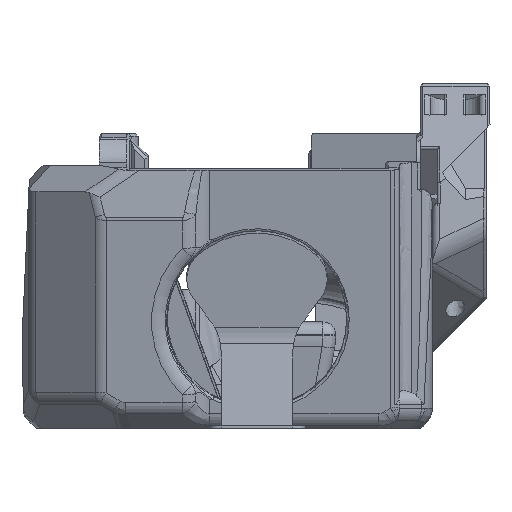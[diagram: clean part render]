
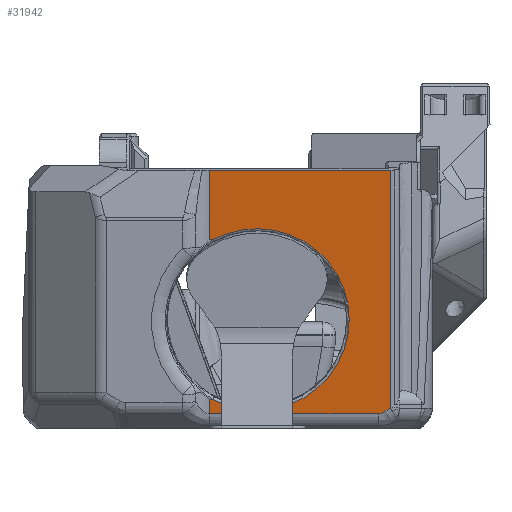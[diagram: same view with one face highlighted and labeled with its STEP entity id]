
A CAD part, left-side view. The second image highlights one B-rep face of the part: STEP entity #31942.
In plain terms, the highlighted planar face has unit normal (-0.985, 0, -0.174).
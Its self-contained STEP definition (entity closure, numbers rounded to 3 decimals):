
#896=ELLIPSE('',#34360,3.203,2.);
#1384=B_SPLINE_CURVE_WITH_KNOTS('',3,(#50313,#50314,#50315,#50316),
 .UNSPECIFIED.,.F.,.F.,(4,4),(0.,0.382),.UNSPECIFIED.);
#1397=B_SPLINE_CURVE_WITH_KNOTS('',3,(#50589,#50590,#50591,#50592),
 .UNSPECIFIED.,.F.,.F.,(4,4),(0.618,1.),.UNSPECIFIED.);
#2676=LINE('',#48625,#5558);
#2694=LINE('',#48686,#5576);
#3011=LINE('',#50594,#5893);
#3012=LINE('',#50596,#5894);
#3013=LINE('',#50600,#5895);
#3014=LINE('',#50602,#5896);
#5558=VECTOR('',#38093,1000.);
#5576=VECTOR('',#38131,1000.);
#5893=VECTOR('',#38926,1000.);
#5894=VECTOR('',#38927,1000.);
#5895=VECTOR('',#38930,1000.);
#5896=VECTOR('',#38931,1000.);
#10486=ORIENTED_EDGE('',*,*,#19166,.F.);
#10487=ORIENTED_EDGE('',*,*,#18173,.T.);
#10488=ORIENTED_EDGE('',*,*,#19284,.T.);
#10489=ORIENTED_EDGE('',*,*,#19285,.F.);
#10490=ORIENTED_EDGE('',*,*,#19286,.T.);
#10491=ORIENTED_EDGE('',*,*,#19287,.T.);
#10492=ORIENTED_EDGE('',*,*,#19288,.F.);
#10493=ORIENTED_EDGE('',*,*,#19289,.T.);
#10494=ORIENTED_EDGE('',*,*,#18761,.F.);
#10495=ORIENTED_EDGE('',*,*,#18786,.F.);
#18173=EDGE_CURVE('',#22971,#22970,#25763,.T.);
#18761=EDGE_CURVE('',#23364,#23365,#2676,.T.);
#18786=EDGE_CURVE('',#23382,#23364,#2694,.T.);
#19166=EDGE_CURVE('',#22971,#23382,#1384,.F.);
#19284=EDGE_CURVE('',#22970,#23732,#1397,.T.);
#19285=EDGE_CURVE('',#23733,#23732,#3011,.T.);
#19286=EDGE_CURVE('',#23733,#23734,#3012,.T.);
#19287=EDGE_CURVE('',#23734,#23735,#896,.T.);
#19288=EDGE_CURVE('',#23736,#23735,#3013,.T.);
#19289=EDGE_CURVE('',#23736,#23365,#3014,.T.);
#22970=VERTEX_POINT('',#46127);
#22971=VERTEX_POINT('',#46129);
#23364=VERTEX_POINT('',#48624);
#23365=VERTEX_POINT('',#48626);
#23382=VERTEX_POINT('',#48685);
#23732=VERTEX_POINT('',#50593);
#23733=VERTEX_POINT('',#50595);
#23734=VERTEX_POINT('',#50597);
#23735=VERTEX_POINT('',#50599);
#23736=VERTEX_POINT('',#50601);
#25763=CIRCLE('',#33752,14.4);
#26970=EDGE_LOOP('',(#10486,#10487,#10488,#10489,#10490,#10491,#10492,#10493,
#10494,#10495));
#28963=FACE_BOUND('',#26970,.T.);
#30683=PLANE('',#34359);
#31942=ADVANCED_FACE('',(#28963),#30683,.F.);
#33752=AXIS2_PLACEMENT_3D('',#46128,#37127,#37128);
#34359=AXIS2_PLACEMENT_3D('',#50588,#38924,#38925);
#34360=AXIS2_PLACEMENT_3D('',#50598,#38928,#38929);
#37127=DIRECTION('',(0.985,0.,0.174));
#37128=DIRECTION('',(0.174,0.,-0.985));
#38093=DIRECTION('',(0.,-1.,0.));
#38131=DIRECTION('',(-0.174,0.,0.985));
#38924=DIRECTION('',(0.985,0.,0.174));
#38925=DIRECTION('',(-0.174,0.,0.985));
#38926=DIRECTION('',(-0.174,0.,0.985));
#38927=DIRECTION('',(0.,-1.,0.));
#38928=DIRECTION('',(-0.985,0.,-0.174));
#38929=DIRECTION('',(-0.165,-0.304,0.938));
#38930=DIRECTION('',(0.097,0.829,-0.551));
#38931=DIRECTION('',(-0.174,0.,0.985));
#46127=CARTESIAN_POINT('',(-28.264,11.767,4.533));
#46128=CARTESIAN_POINT('',(-30.458,4.853,16.973));
#46129=CARTESIAN_POINT('',(-32.651,11.767,29.413));
#48624=CARTESIAN_POINT('',(-34.572,12.27,40.304));
#48625=CARTESIAN_POINT('',(-34.572,24.853,40.304));
#48626=CARTESIAN_POINT('',(-34.572,-16.002,40.304));
#48685=CARTESIAN_POINT('',(-32.66,12.27,29.463));
#48686=CARTESIAN_POINT('',(-31.185,12.27,21.099));
#50313=CARTESIAN_POINT('',(-32.66,12.27,29.463));
#50314=CARTESIAN_POINT('',(-32.657,12.102,29.442));
#50315=CARTESIAN_POINT('',(-32.654,11.935,29.425));
#50316=CARTESIAN_POINT('',(-32.651,11.767,29.413));
#50588=CARTESIAN_POINT('',(-31.185,24.853,21.099));
#50589=CARTESIAN_POINT('',(-28.264,11.767,4.533));
#50590=CARTESIAN_POINT('',(-28.262,11.935,4.52));
#50591=CARTESIAN_POINT('',(-28.259,12.102,4.503));
#50592=CARTESIAN_POINT('',(-28.255,12.27,4.482));
#50593=CARTESIAN_POINT('',(-28.255,12.27,4.482));
#50594=CARTESIAN_POINT('',(-31.185,12.27,21.099));
#50595=CARTESIAN_POINT('',(-27.864,12.27,2.262));
#50596=CARTESIAN_POINT('',(-27.864,-14.655,2.262));
#50597=CARTESIAN_POINT('',(-27.864,-14.07,2.262));
#50598=CARTESIAN_POINT('',(-28.404,-14.652,5.326));
#50599=CARTESIAN_POINT('',(-27.923,-15.07,2.597));
#50600=CARTESIAN_POINT('',(-27.821,-14.199,2.018));
#50601=CARTESIAN_POINT('',(-28.032,-16.002,3.216));
#50602=CARTESIAN_POINT('',(-7.663,-16.002,-112.301));
